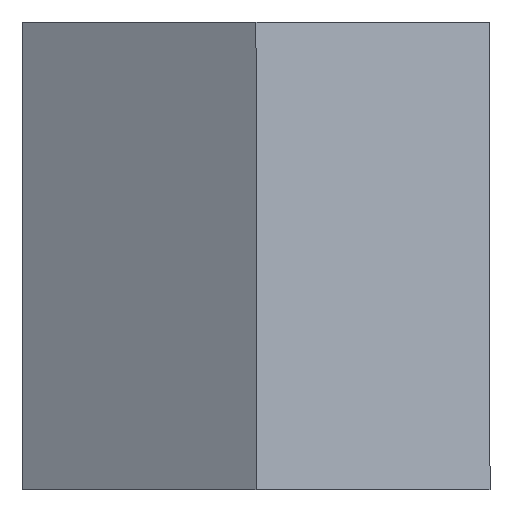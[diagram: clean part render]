
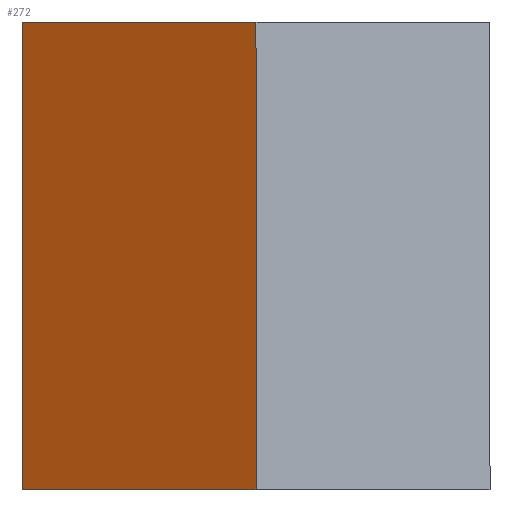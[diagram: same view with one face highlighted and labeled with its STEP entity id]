
A CAD part, front view. The second image highlights one B-rep face of the part: STEP entity #272.
In plain terms, the highlighted planar face has unit normal (-0.5, -0.866, 0).
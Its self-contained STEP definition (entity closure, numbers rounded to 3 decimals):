
#24=FACE_OUTER_BOUND('',#39,.T.);
#39=EDGE_LOOP('',(#215,#216,#217,#218));
#48=LINE('',#379,#84);
#71=LINE('',#425,#107);
#72=LINE('',#427,#108);
#73=LINE('',#428,#109);
#84=VECTOR('',#312,10.);
#107=VECTOR('',#349,10.);
#108=VECTOR('',#350,10.);
#109=VECTOR('',#351,10.);
#120=VERTEX_POINT('',#376);
#121=VERTEX_POINT('',#378);
#137=VERTEX_POINT('',#424);
#138=VERTEX_POINT('',#426);
#144=EDGE_CURVE('',#120,#121,#48,.T.);
#167=EDGE_CURVE('',#137,#120,#71,.T.);
#168=EDGE_CURVE('',#138,#137,#72,.T.);
#169=EDGE_CURVE('',#138,#121,#73,.T.);
#215=ORIENTED_EDGE('',*,*,#167,.F.);
#216=ORIENTED_EDGE('',*,*,#168,.F.);
#217=ORIENTED_EDGE('',*,*,#169,.T.);
#218=ORIENTED_EDGE('',*,*,#144,.F.);
#258=PLANE('',#300);
#272=ADVANCED_FACE('',(#24),#258,.T.);
#300=AXIS2_PLACEMENT_3D('',#423,#347,#348);
#312=DIRECTION('',(-0.866,0.5,0.));
#347=DIRECTION('center_axis',(-0.5,-0.866,0.));
#348=DIRECTION('ref_axis',(0.866,-0.5,0.));
#349=DIRECTION('',(0.,0.,-1.));
#350=DIRECTION('',(0.866,-0.5,0.));
#351=DIRECTION('',(0.,0.,-1.));
#376=CARTESIAN_POINT('',(0.,-4.619,0.516));
#378=CARTESIAN_POINT('',(-4.,-2.309,0.516));
#379=CARTESIAN_POINT('',(0.,-4.619,0.516));
#423=CARTESIAN_POINT('Origin',(-4.,-2.309,2.016));
#424=CARTESIAN_POINT('',(0.,-4.619,8.516));
#425=CARTESIAN_POINT('',(0.,-4.619,2.016));
#426=CARTESIAN_POINT('',(-4.,-2.309,8.516));
#427=CARTESIAN_POINT('',(0.,-4.619,8.516));
#428=CARTESIAN_POINT('',(-4.,-2.309,2.016));
